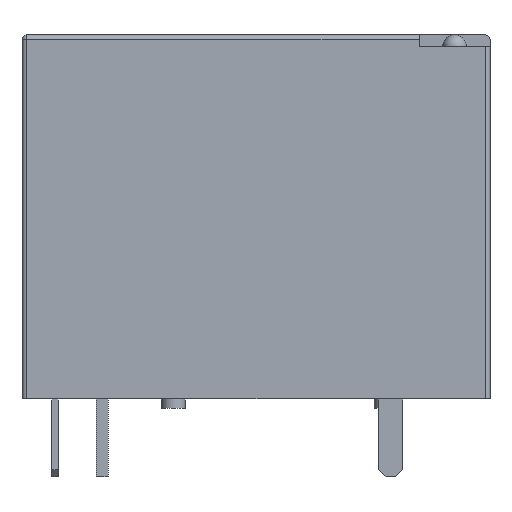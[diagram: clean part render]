
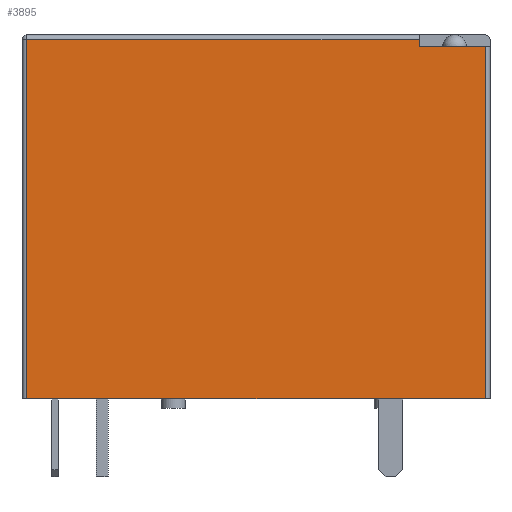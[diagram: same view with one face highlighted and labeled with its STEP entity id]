
A CAD part, front view. The second image highlights one B-rep face of the part: STEP entity #3895.
In plain terms, the highlighted planar face has unit normal (0, -1, 0).
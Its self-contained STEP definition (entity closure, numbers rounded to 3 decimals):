
#38 = FACE_OUTER_BOUND ( 'NONE', #10082, .T. ) ;
#55 = VECTOR ( 'NONE', #7020, 1000. ) ;
#246 = LINE ( 'NONE', #9826, #10864 ) ;
#389 = ORIENTED_EDGE ( 'NONE', *, *, #11279, .T. ) ;
#558 = LINE ( 'NONE', #3261, #5319 ) ;
#759 = CARTESIAN_POINT ( 'NONE',  ( -9.9, -7.9, 15.6 ) ) ;
#829 = DIRECTION ( 'NONE',  ( 1., 0., 0. ) ) ;
#1139 = VECTOR ( 'NONE', #829, 1000. ) ;
#1223 = EDGE_CURVE ( 'NONE', #10431, #6712, #558, .T. ) ;
#1309 = EDGE_CURVE ( 'NONE', #4160, #8606, #8596, .T. ) ;
#1364 = ORIENTED_EDGE ( 'NONE', *, *, #5487, .T. ) ;
#1553 = CARTESIAN_POINT ( 'NONE',  ( -9.7, -7.9, 0.4 ) ) ;
#2419 = DIRECTION ( 'NONE',  ( 0., 0., 1. ) ) ;
#3261 = CARTESIAN_POINT ( 'NONE',  ( 6.9, -7.9, 15.3 ) ) ;
#3421 = LINE ( 'NONE', #4496, #55 ) ;
#3543 = PLANE ( 'NONE',  #10003 ) ;
#3644 = ORIENTED_EDGE ( 'NONE', *, *, #10968, .F. ) ;
#3895 = ADVANCED_FACE ( 'NONE', ( #38 ), #3543, .F. ) ;
#4035 = CARTESIAN_POINT ( 'NONE',  ( 6.9, -7.9, 15.6 ) ) ;
#4061 = DIRECTION ( 'NONE',  ( 0., 0., 1. ) ) ;
#4077 = VECTOR ( 'NONE', #8484, 1000. ) ;
#4160 = VERTEX_POINT ( 'NONE', #8359 ) ;
#4193 = LINE ( 'NONE', #759, #4077 ) ;
#4496 = CARTESIAN_POINT ( 'NONE',  ( -9.7, -7.9, 15.8 ) ) ;
#5319 = VECTOR ( 'NONE', #4061, 1000. ) ;
#5487 = EDGE_CURVE ( 'NONE', #6417, #6990, #3421, .T. ) ;
#5712 = CARTESIAN_POINT ( 'NONE',  ( 6.9, -7.9, 15.3 ) ) ;
#5864 = VECTOR ( 'NONE', #2419, 1000. ) ;
#6417 = VERTEX_POINT ( 'NONE', #10067 ) ;
#6712 = VERTEX_POINT ( 'NONE', #4035 ) ;
#6842 = CARTESIAN_POINT ( 'NONE',  ( -9.9, -7.9, 0.4 ) ) ;
#6990 = VERTEX_POINT ( 'NONE', #1553 ) ;
#7020 = DIRECTION ( 'NONE',  ( 0., 0., -1. ) ) ;
#7027 = CARTESIAN_POINT ( 'NONE',  ( -9.9, -7.9, 15.8 ) ) ;
#7934 = DIRECTION ( 'NONE',  ( 1., 0., 0. ) ) ;
#7956 = ORIENTED_EDGE ( 'NONE', *, *, #1223, .T. ) ;
#8359 = CARTESIAN_POINT ( 'NONE',  ( 9.7, -7.9, 0.4 ) ) ;
#8484 = DIRECTION ( 'NONE',  ( -1., 0., 0. ) ) ;
#8569 = DIRECTION ( 'NONE',  ( 0., 0., 1. ) ) ;
#8596 = LINE ( 'NONE', #11195, #5864 ) ;
#8606 = VERTEX_POINT ( 'NONE', #10232 ) ;
#9779 = ORIENTED_EDGE ( 'NONE', *, *, #1309, .T. ) ;
#9826 = CARTESIAN_POINT ( 'NONE',  ( 9.9, -7.9, 15.3 ) ) ;
#9982 = EDGE_CURVE ( 'NONE', #6990, #4160, #11210, .T. ) ;
#10003 = AXIS2_PLACEMENT_3D ( 'NONE', #7027, #10534, #8569 ) ;
#10067 = CARTESIAN_POINT ( 'NONE',  ( -9.7, -7.9, 15.6 ) ) ;
#10082 = EDGE_LOOP ( 'NONE', ( #10309, #9779, #3644, #7956, #389, #1364 ) ) ;
#10232 = CARTESIAN_POINT ( 'NONE',  ( 9.7, -7.9, 15.3 ) ) ;
#10309 = ORIENTED_EDGE ( 'NONE', *, *, #9982, .T. ) ;
#10431 = VERTEX_POINT ( 'NONE', #5712 ) ;
#10534 = DIRECTION ( 'NONE',  ( 0., 1., 0. ) ) ;
#10864 = VECTOR ( 'NONE', #7934, 1000. ) ;
#10968 = EDGE_CURVE ( 'NONE', #10431, #8606, #246, .T. ) ;
#11195 = CARTESIAN_POINT ( 'NONE',  ( 9.7, -7.9, 15.8 ) ) ;
#11210 = LINE ( 'NONE', #6842, #1139 ) ;
#11279 = EDGE_CURVE ( 'NONE', #6712, #6417, #4193, .T. ) ;
